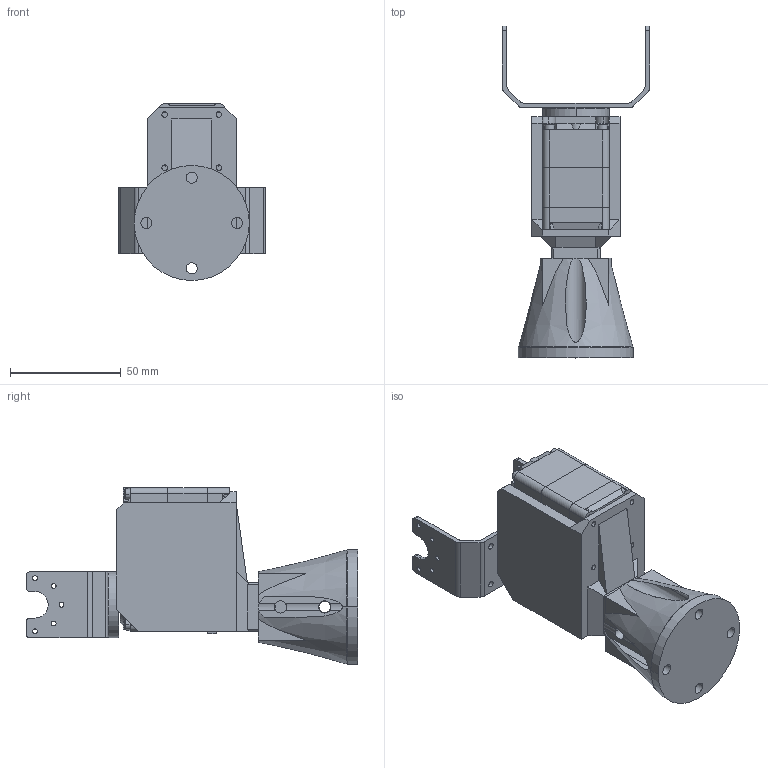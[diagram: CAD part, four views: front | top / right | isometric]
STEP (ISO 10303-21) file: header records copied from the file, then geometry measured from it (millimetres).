
FILE_DESCRIPTION((''),'2;1');
FILE_NAME('OBMP-FAM-B-1400_ASM','2023-10-12T11:07:33',('ccha425'),('Department of Mechanical Engineering, The University of Auckland'),'CREO PARAMETRIC BY PTC INC, 2017260','CREO PARAMETRIC BY PTC INC, 2017260','');
FILE_SCHEMA(('CONFIG_CONTROL_DESIGN'));
Length unit declared in the file: millimetre
Products named in the file (16): OBMP-FAM-B-1410; OBMP-FAM-B-1420; DIN_EN_ISO_4762_M2_5X25_IPT_1; RDS3235_GEAR_25R_0_00_1; BODY1_1; BODY2-2448_1; BODY3_1; BODY11_1; RDS5160_1_ASM_1_ASM; WHEEL_ASM_1; WHEEL_GEAR_1; SUPPORT_LARGE_2_1; RDS5160_ASM_1_ASM; RDS5160_V39_ASM_1_ASM; RDS5160_V39_ASM_ASM; OBMP-FAM-B-1400_ASM
Assembly tree (18 placements, depth 6):
  OBMP-FAM-B-1400_ASM
    OBMP-FAM-B-1410
    OBMP-FAM-B-1420
    RDS5160_V39_ASM_ASM
      RDS5160_V39_ASM_1_ASM
        RDS5160_ASM_1_ASM
          RDS5160_1_ASM_1_ASM
            DIN_EN_ISO_4762_M2_5X25_IPT_1  x4
            RDS3235_GEAR_25R_0_00_1
            BODY1_1
            BODY2-2448_1
            BODY3_1
            BODY11_1
          WHEEL_ASM_1
          WHEEL_GEAR_1
          SUPPORT_LARGE_2_1
Bounding box: 66.5 x 150 x 80 mm (x, y, z)
Volume: 167607.3 mm3; surface area: 76647.5 mm2
Topology: 13 solids, 13 shells, 1185 faces, 3981 edges, 2907 vertices
Faces by surface type: cylinder 643, plane 375, cone 79, extrusion 48, bspline 24, torus 16
Entity records: 50360 total; most frequent: CARTESIAN_POINT 24180, ORIENTED_EDGE 6074, DIRECTION 4598, EDGE_CURVE 3037, VERTEX_POINT 2298, AXIS2_PLACEMENT_3D 1592, VECTOR 1414, LINE 1366
